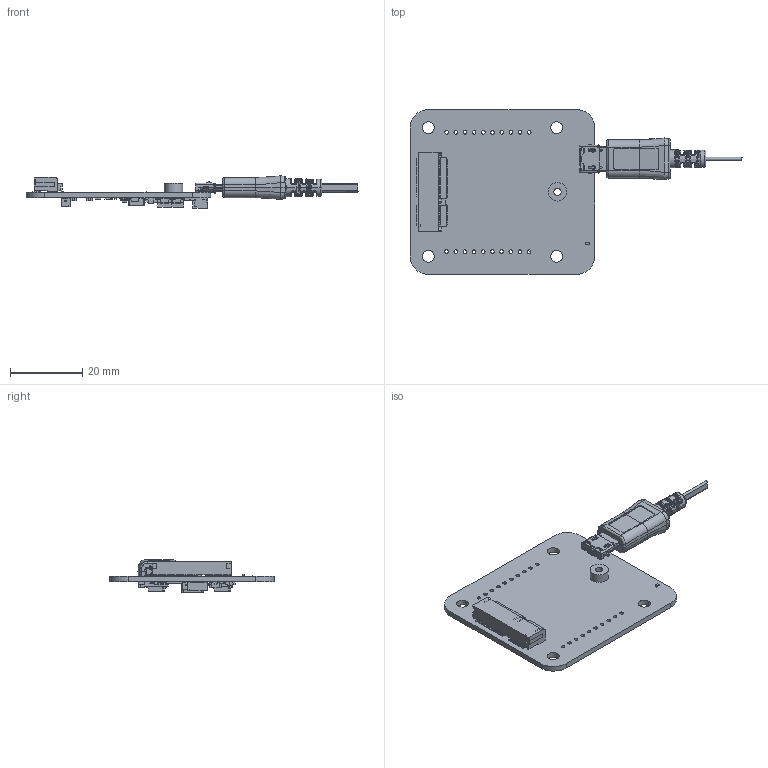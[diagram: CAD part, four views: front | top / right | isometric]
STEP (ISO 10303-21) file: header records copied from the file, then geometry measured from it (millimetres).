
FILE_DESCRIPTION(/* description */ ('PCB Design'),/* implementation_level */ '2;1');
FILE_NAME(/* name */ '20173047_notecarrier-m2-b_v14',/* time_stamp */ '2022-09-06T08:40:11+02:00',/* author */ (''),/* organization */ (''),/* preprocessor_version */ 'ST-DEVELOPER v16',/* originating_system */ 'allegro_17.4S031',/* authorisation */ '');
FILE_SCHEMA (('AUTOMOTIVE_DESIGN { 1 0 10303 214 3 1 1 }'));
Length unit declared in the file: millimetre
Products named in the file (68): 20173047_NOTECARRIER-M2-B_V14; BOARD_OUTLINE; COMPONENTS; VFDFN8-EXP; RS-0201; LD-0402; J-4-0100-MOS-SH; DSS-CHS-01TB; J-2-0200-MOS-S2B; J-75-0050-MOS-M2-E; CS-T-A; CS-T-B; FS-0603; J-10-0254-MDT; CS-C-1206; CS-C-0603; LS-XFL4020; WDFN6-0200X0200; DIST-WASMSIM0250; J-5-0065-FOS-MICROUSB10118192; RR-8X-1506; SOT563; RS-0402; SOT23; RS-1206; LS-0806; XFBGA8; CS-C-0402; SMB; TO277-3; User Library-DFN-8 DCB; User Library-RES_0603-0201; User Library-led_0402; Document; CHS-01TB1; _CHS-01-G-body; _CHS-slider; vuoto; SW3DPS-CAPACITOR 0603-DEFAULT; User Library-cap_1206-1 ...
Assembly tree (97 placements, depth 6):
  20173047_NOTECARRIER-M2-B_V14
    BOARD_OUTLINE
    COMPONENTS
      VFDFN8-EXP
        User Library-DFN-8 DCB
      RS-0201  x2
        User Library-RES_0603-0201
      LD-0402
        User Library-led_0402
      J-4-0100-MOS-SH
        Document
      DSS-CHS-01TB
        CHS-01TB1
          _CHS-01-G-body
          _CHS-slider
      J-2-0200-MOS-S2B
        vuoto
      J-75-0050-MOS-M2-E
        Document
      CS-T-A
        vuoto
      CS-T-B
        vuoto
      FS-0603  x2
        SW3DPS-CAPACITOR 0603-DEFAULT
      J-10-0254-MDT
        vuoto
      J-10-0254-MDT
        vuoto
      CS-C-1206  x2
        User Library-cap_1206-1
      CS-C-0603  x4
        User Library-cap_0603_lowprofile
      LS-XFL4020
        Document
      WDFN6-0200X0200
        Document
      DIST-WASMSIM0250
        1
      J-5-0065-FOS-MICROUSB10118192
        Document
          Micro_USB_Plug-7
            Micro_USB_Plug_Molding_w]
            Micro_USB_Plug_Connector_w]
            Micro_USB_Plug_cable_w]
      RR-8X-1506  x2
        Cubo
      SOT563
        vuoto
      SOT563
        vuoto
      SOT563
        vuoto
      SOT563
        vuoto
      RS-0402
        vuoto
      RS-0402  x6
        User Library-RES_1005-0402
      RS-0402
Bounding box: 91.87 x 45.62 x 8.97 mm (x, y, z)
Volume: 444.9 mm3; surface area: 8710.2 mm2
Topology: 82 solids, 1905 shells, 4984 faces, 17896 edges, 14847 vertices
Faces by surface type: plane 3077, bspline 1257, cylinder 532, torus 64, sphere 54
Full cylindrical faces by diameter (mm): 2.013 x1, 3.5 x1, 5.1 x1
Entity records: 185689 total; most frequent: CARTESIAN_POINT 77526, ORIENTED_EDGE 18874, EDGE_CURVE 14095, VERTEX_POINT 12302, B_SPLINE_CURVE_WITH_KNOTS 10695, DIRECTION 5668, EDGE_LOOP 3805, FACE_OUTER_BOUND 3597
